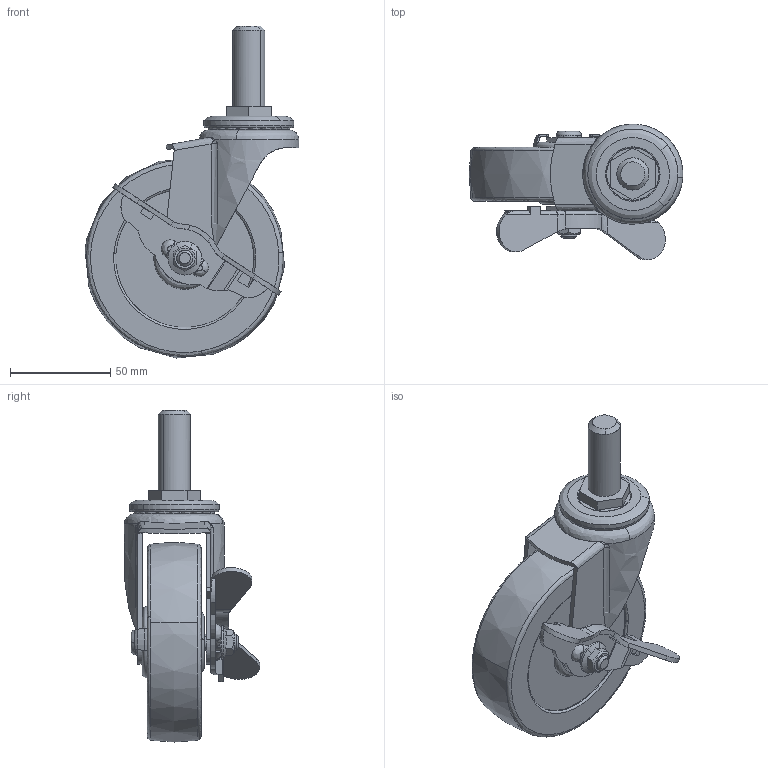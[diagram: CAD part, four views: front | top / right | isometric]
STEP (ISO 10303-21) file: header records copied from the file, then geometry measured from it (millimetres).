
FILE_DESCRIPTION((''),'2;1');
FILE_NAME('','2006-01-18T13:29:57',(''),(''),'','CADfix','');
FILE_SCHEMA(('AUTOMOTIVE_DESIGN'));
Length unit declared in the file: millimetre
Products named in the file (7): wheel; mounting plate; main shaft; lever; body; axle; No_415_EA_R100_4_10543_36
Assembly tree (6 placements, depth 2):
  No_415_EA_R100_4_10543_36
    wheel
    mounting plate
    main shaft
    lever
    body
    axle
Bounding box: 106.81 x 67.64 x 165.81 mm (x, y, z)
Volume: 252381 mm3; surface area: 61881.2 mm2
Topology: 6 solids, 6 shells, 321 faces, 1153 edges, 868 vertices
Faces by surface type: bspline 321
Entity records: 22771 total; most frequent: CARTESIAN_POINT 15800, ORIENTED_EDGE 2296, EDGE_CURVE 1148, VERTEX_POINT 868, B_SPLINE_CURVE_WITH_KNOTS 821, EDGE_LOOP 442, QUASI_UNIFORM_CURVE 321, FACE_OUTER_BOUND 321
